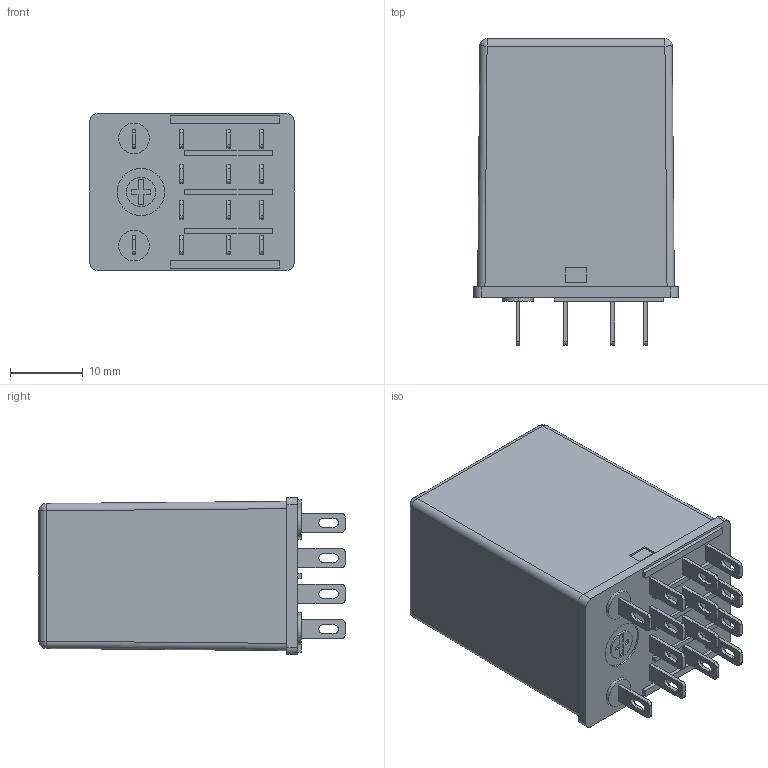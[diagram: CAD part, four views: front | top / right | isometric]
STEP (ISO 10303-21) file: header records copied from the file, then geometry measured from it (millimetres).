
FILE_DESCRIPTION (( 'STEP AP214' ), '1' );
FILE_NAME ('QM4N1-D24.STEP', '2013-12-02T19:05:29', ( '' ), ( '' ), 'SwSTEP 2.0', 'SolidWorks 2013', '' );
FILE_SCHEMA (( 'AUTOMOTIVE_DESIGN' ));
Length unit declared in the file: millimetre
Products named in the file (1): QM4N1-D24
Bounding box: 28 x 42 x 21.5 mm (x, y, z)
Volume: 19283.8 mm3; surface area: 5026.6 mm2
Topology: 1 solids, 1 shells, 241 faces, 628 edges, 412 vertices
Faces by surface type: plane 161, cylinder 76, sphere 4
Entity records: 10071 total; most frequent: CARTESIAN_POINT 1290, DIRECTION 1252, ORIENTED_EDGE 1248, EDGE_CURVE 624, LINE 472, VECTOR 472, VERTEX_POINT 412, AXIS2_PLACEMENT_3D 390
